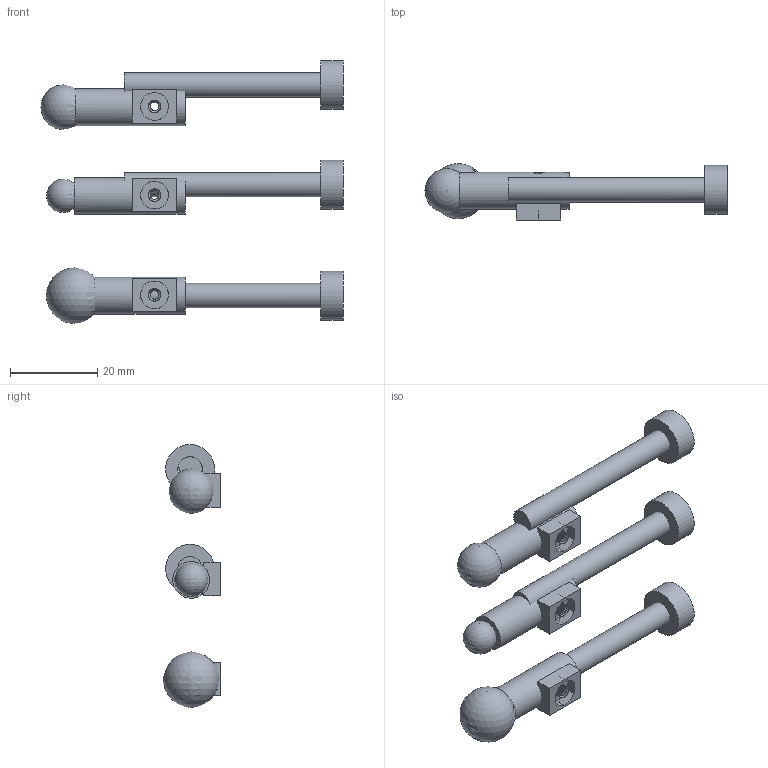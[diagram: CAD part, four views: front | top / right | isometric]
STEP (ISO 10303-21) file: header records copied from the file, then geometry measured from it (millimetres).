
FILE_DESCRIPTION(/* description */ (''),/* implementation_level */ '2;1');
FILE_NAME(/* name */ 'training grabettes v2.step',/* time_stamp */ '2018-09-07T14:36:56-07:00',/* author */ ('preeya.khanna'),/* organization */ (''),/* preprocessor_version */ 'ST-DEVELOPER v17.2',/* originating_system */ 'Autodesk Translation Framework v7.6.0.251',/* authorisation */ '');
FILE_SCHEMA (('AUTOMOTIVE_DESIGN { 1 0 10303 214 3 1 1 }'));
Length unit declared in the file: inch
Products named in the file (6): training grabettes; ball_12_high; Component2; Component6; Component7; Component8
Assembly tree (5 placements, depth 3):
  training grabettes
    ball_12_high
    Component2
      Component6
      Component7
      Component8
Bounding box: 69.22 x 13 x 60.19 mm (x, y, z)
Volume: 9630.9 mm3; surface area: 8058.6 mm2
Topology: 6 solids, 6 shells, 271 faces, 709 edges, 457 vertices
Faces by surface type: plane 97, cylinder 93, cone 48, bspline 30, sphere 3
Full cylindrical faces by diameter (mm): 1.986 x12, 2.02 x3, 2.845 x18, 5.588 x3, 8.417 x3, 11.169 x3
Entity records: 37252 total; most frequent: CARTESIAN_POINT 31235, ORIENTED_EDGE 1406, DIRECTION 971, EDGE_CURVE 703, VERTEX_POINT 457, AXIS2_PLACEMENT_3D 370, EDGE_LOOP 296, B_SPLINE_CURVE_WITH_KNOTS 273
